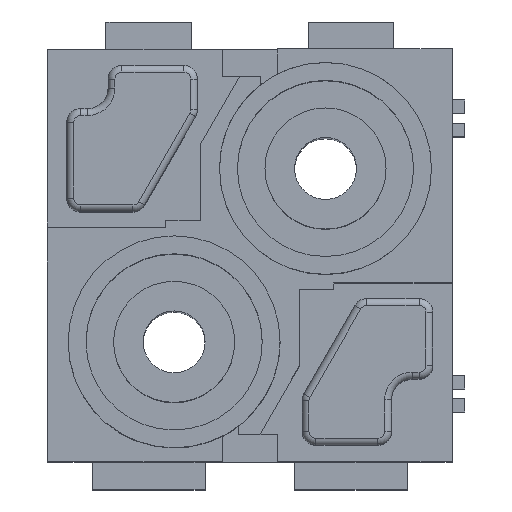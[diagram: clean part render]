
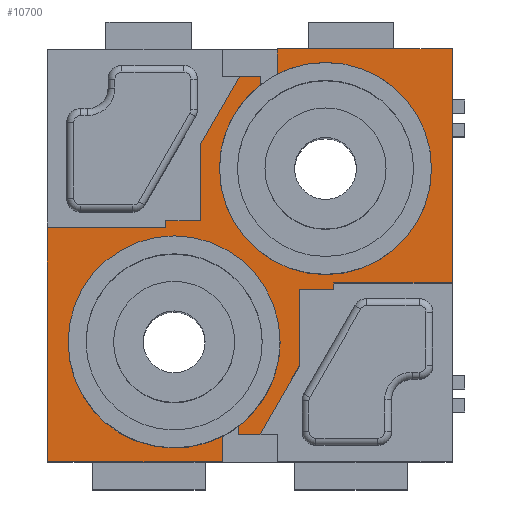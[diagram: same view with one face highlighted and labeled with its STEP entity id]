
A CAD part, top view. The second image highlights one B-rep face of the part: STEP entity #10700.
In plain terms, the highlighted face is planar.
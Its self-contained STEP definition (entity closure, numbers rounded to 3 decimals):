
#100=CARTESIAN_POINT('',(37.748,51.057,-25.031));
#110=VERTEX_POINT('',#100);
#280=CARTESIAN_POINT('',(40.609,51.057,-30.));
#290=VERTEX_POINT('',#280);
#320=CARTESIAN_POINT('',(23.588,51.057,-0.438))
;
#330=DIRECTION('',(-0.499,0.,
0.867));
#340=VECTOR('',#330,1.);
#350=LINE('',#320,#340);
#360=EDGE_CURVE('',#290,#110,#350,.T.);
#3390=CARTESIAN_POINT('',(56.048,51.057,-15.));
#3400=VERTEX_POINT('',#3390);
#3430=CARTESIAN_POINT('',(56.048,51.057,-0.438));
#3440=DIRECTION('',(0.,0.,1.));
#3450=VECTOR('',#3440,1.);
#3460=LINE('',#3430,#3450);
#3470=CARTESIAN_POINT('',(56.048,51.057,-32.));
#3480=VERTEX_POINT('',#3470);
#3490=EDGE_CURVE('',#3480,#3400,#3460,.T.);
#7920=CARTESIAN_POINT('',(40.644,51.057,-32.));
#7930=DIRECTION('',(-1.,-0.,0.));
#7940=VECTOR('',#7930,1.);
#7950=LINE('',#7920,#7940);
#7960=CARTESIAN_POINT('',(43.338,51.057,-32.));
#7970=VERTEX_POINT('',#7960);
#7980=EDGE_CURVE('',#3480,#7970,#7950,.T.);
#8370=CARTESIAN_POINT('',(37.748,51.057,-0.438));
#8380=DIRECTION('',(0.,0.,1.));
#8390=VECTOR('',#8380,1.);
#8400=LINE('',#8370,#8390);
#8410=CARTESIAN_POINT('',(37.748,51.057,-19.5));
#8420=VERTEX_POINT('',#8410);
#8430=EDGE_CURVE('',#110,#8420,#8400,.T.);
#8750=CARTESIAN_POINT('',(40.644,51.057,-19.5));
#8760=DIRECTION('',(-1.,-0.,0.));
#8770=VECTOR('',#8760,1.);
#8780=LINE('',#8750,#8770);
#8790=CARTESIAN_POINT('',(35.248,51.057,-19.5));
#8800=VERTEX_POINT('',#8790);
#8810=EDGE_CURVE('',#8420,#8800,#8780,.T.);
#9080=CARTESIAN_POINT('',(39.472,51.057,-29.355));
#9090=DIRECTION('',(-0.,1.,0.));
#9100=DIRECTION('',(-1.,-0.,0.));
#9110=AXIS2_PLACEMENT_3D('',#9080,#9090,#9100);
#9120=PLANE('',#9110);
#9130=CARTESIAN_POINT('',(40.644,51.057,-19.));
#9140=DIRECTION('',(-1.,-0.,0.));
#9150=VECTOR('',#9140,1.);
#9160=LINE('',#9130,#9150);
#9170=CARTESIAN_POINT('',(35.248,51.057,-19.));
#9180=VERTEX_POINT('',#9170);
#9190=CARTESIAN_POINT('',(26.648,51.057,-19.));
#9200=VERTEX_POINT('',#9190);
#9210=EDGE_CURVE('',#9180,#9200,#9160,.T.);
#9220=ORIENTED_EDGE('',*,*,#9210,.T.);
#9230=CARTESIAN_POINT('',(35.248,51.057,-0.438));
#9240=DIRECTION('',(0.,0.,1.));
#9250=VECTOR('',#9240,1.);
#9260=LINE('',#9230,#9250);
#9270=EDGE_CURVE('',#8800,#9180,#9260,.T.);
#9280=ORIENTED_EDGE('',*,*,#9270,.T.);
#9290=ORIENTED_EDGE('',*,*,#8810,.T.);
#9300=ORIENTED_EDGE('',*,*,#8430,.T.);
#9310=ORIENTED_EDGE('',*,*,#360,.T.);
#9320=CARTESIAN_POINT('',(40.644,51.057,-30.));
#9330=DIRECTION('',(-1.,-0.,0.));
#9340=VECTOR('',#9330,1.);
#9350=LINE('',#9320,#9340);
#9360=CARTESIAN_POINT('',(42.138,51.057,-30.));
#9370=VERTEX_POINT('',#9360);
#9380=EDGE_CURVE('',#9370,#290,#9350,.T.);
#9390=ORIENTED_EDGE('',*,*,#9380,.T.);
#9400=CARTESIAN_POINT('',(42.138,51.057,-0.438)
);
#9410=DIRECTION('',(0.,0.,1.));
#9420=VECTOR('',#9410,1.);
#9430=LINE('',#9400,#9420);
#9440=CARTESIAN_POINT('',(42.138,51.057,-29.392));
#9450=VERTEX_POINT('',#9440);
#9460=EDGE_CURVE('',#9370,#9450,#9430,.T.);
#9470=ORIENTED_EDGE('',*,*,#9460,.F.);
#9480=CARTESIAN_POINT('',(46.848,51.057,-23.3))
;
#9490=DIRECTION('',(0.,1.,0.));
#9500=DIRECTION('',(1.,0.,0.));
#9510=AXIS2_PLACEMENT_3D('',#9480,#9490,#9500);
#9520=CIRCLE('',#9510,7.7);
#9530=CARTESIAN_POINT('',(39.148,51.057,-23.3))
;
#9540=VERTEX_POINT('',#9530);
#9550=EDGE_CURVE('',#9450,#9540,#9520,.T.);
#9560=ORIENTED_EDGE('',*,*,#9550,.F.);
#9570=CARTESIAN_POINT('',(54.548,51.057,-23.3))
;
#9580=VERTEX_POINT('',#9570);
#9590=EDGE_CURVE('',#9540,#9580,#9520,.T.);
#9600=ORIENTED_EDGE('',*,*,#9590,.F.);
#9610=CARTESIAN_POINT('',(43.338,51.057,-30.154))
;
#9620=VERTEX_POINT('',#9610);
#9630=EDGE_CURVE('',#9580,#9620,#9520,.T.);
#9640=ORIENTED_EDGE('',*,*,#9630,.F.);
#9650=CARTESIAN_POINT('',(43.338,51.057,-0.438)
);
#9660=DIRECTION('',(0.,0.,-1.));
#9670=VECTOR('',#9660,1.);
#9680=LINE('',#9650,#9670);
#9690=EDGE_CURVE('',#9620,#7970,#9680,.T.);
#9700=ORIENTED_EDGE('',*,*,#9690,.F.);
#9710=ORIENTED_EDGE('',*,*,#7980,.T.);
#9720=ORIENTED_EDGE('',*,*,#3490,.F.);
#9730=CARTESIAN_POINT('',(40.644,51.057,-15.));
#9740=DIRECTION('',(1.,0.,0.));
#9750=VECTOR('',#9740,1.);
#9760=LINE('',#9730,#9750);
#9770=CARTESIAN_POINT('',(47.448,51.057,-15.));
#9780=VERTEX_POINT('',#9770);
#9790=EDGE_CURVE('',#9780,#3400,#9760,.T.);
#9800=ORIENTED_EDGE('',*,*,#9790,.T.);
#9810=CARTESIAN_POINT('',(47.448,51.057,-0.438));
#9820=DIRECTION('',(0.,0.,-1.));
#9830=VECTOR('',#9820,1.);
#9840=LINE('',#9810,#9830);
#9850=CARTESIAN_POINT('',(47.448,51.057,-14.5));
#9860=VERTEX_POINT('',#9850);
#9870=EDGE_CURVE('',#9860,#9780,#9840,.T.);
#9880=ORIENTED_EDGE('',*,*,#9870,.T.);
#9890=CARTESIAN_POINT('',(40.644,51.057,-14.5));
#9900=DIRECTION('',(1.,0.,0.));
#9910=VECTOR('',#9900,1.);
#9920=LINE('',#9890,#9910);
#9930=CARTESIAN_POINT('',(44.948,51.057,-14.5));
#9940=VERTEX_POINT('',#9930);
#9950=EDGE_CURVE('',#9940,#9860,#9920,.T.);
#9960=ORIENTED_EDGE('',*,*,#9950,.T.);
#9970=CARTESIAN_POINT('',(44.948,51.057,-0.438));
#9980=DIRECTION('',(0.,0.,-1.));
#9990=VECTOR('',#9980,1.);
#10000=LINE('',#9970,#9990);
#10010=CARTESIAN_POINT('',(44.948,51.057,-8.969));
#10020=VERTEX_POINT('',#10010);
#10030=EDGE_CURVE('',#10020,#9940,#10000,.T.);
#10040=ORIENTED_EDGE('',*,*,#10030,.T.);
#10050=CARTESIAN_POINT('',(40.036,51.057,-0.438
));
#10060=DIRECTION('',(0.499,0.,
-0.867));
#10070=VECTOR('',#10060,1.);
#10080=LINE('',#10050,#10070);
#10090=CARTESIAN_POINT('',(42.087,51.057,-4.)
);
#10100=VERTEX_POINT('',#10090);
#10110=EDGE_CURVE('',#10100,#10020,#10080,.T.);
#10120=ORIENTED_EDGE('',*,*,#10110,.T.);
#10130=CARTESIAN_POINT('',(40.644,51.057,-4.)
);
#10140=DIRECTION('',(-1.,-0.,0.));
#10150=VECTOR('',#10140,1.);
#10160=LINE('',#10130,#10150);
#10170=CARTESIAN_POINT('',(40.538,51.057,-4.)
);
#10180=VERTEX_POINT('',#10170);
#10190=EDGE_CURVE('',#10100,#10180,#10160,.T.);
#10200=ORIENTED_EDGE('',*,*,#10190,.F.);
#10210=CARTESIAN_POINT('',(40.538,51.057,-0.438
));
#10220=DIRECTION('',(0.,0.,-1.));
#10230=VECTOR('',#10220,1.);
#10240=LINE('',#10210,#10230);
#10250=CARTESIAN_POINT('',(40.538,51.057,-4.593))
;
#10260=VERTEX_POINT('',#10250);
#10270=EDGE_CURVE('',#10180,#10260,#10240,.T.);
#10280=ORIENTED_EDGE('',*,*,#10270,.F.);
#10290=CARTESIAN_POINT('',(35.848,51.057,-10.7)
);
#10300=DIRECTION('',(0.,1.,0.));
#10310=DIRECTION('',(1.,0.,0.));
#10320=AXIS2_PLACEMENT_3D('',#10290,#10300,#10310);
#10330=CIRCLE('',#10320,7.7);
#10340=CARTESIAN_POINT('',(43.548,51.057,-10.7)
);
#10350=VERTEX_POINT('',#10340);
#10360=EDGE_CURVE('',#10260,#10350,#10330,.T.);
#10370=ORIENTED_EDGE('',*,*,#10360,.F.);
#10380=CARTESIAN_POINT('',(28.148,51.057,-10.7)
);
#10390=VERTEX_POINT('',#10380);
#10400=EDGE_CURVE('',#10350,#10390,#10330,.T.);
#10410=ORIENTED_EDGE('',*,*,#10400,.F.);
#10420=CARTESIAN_POINT('',(39.338,51.057,-3.836)
);
#10430=VERTEX_POINT('',#10420);
#10440=EDGE_CURVE('',#10390,#10430,#10330,.T.);
#10450=ORIENTED_EDGE('',*,*,#10440,.F.);
#10460=CARTESIAN_POINT('',(39.338,51.057,-0.438
));
#10470=DIRECTION('',(0.,0.,1.));
#10480=VECTOR('',#10470,1.);
#10490=LINE('',#10460,#10480);
#10500=CARTESIAN_POINT('',(39.338,51.057,-2.)
);
#10510=VERTEX_POINT('',#10500);
#10520=EDGE_CURVE('',#10430,#10510,#10490,.T.);
#10530=ORIENTED_EDGE('',*,*,#10520,.F.);
#10540=CARTESIAN_POINT('',(40.644,51.057,-2.)
);
#10550=DIRECTION('',(1.,0.,0.));
#10560=VECTOR('',#10550,1.);
#10570=LINE('',#10540,#10560);
#10580=CARTESIAN_POINT('',(26.648,51.057,-2.));
#10590=VERTEX_POINT('',#10580);
#10600=EDGE_CURVE('',#10590,#10510,#10570,.T.);
#10610=ORIENTED_EDGE('',*,*,#10600,.T.);
#10620=CARTESIAN_POINT('',(26.648,51.057,-0.438));
#10630=DIRECTION('',(0.,0.,-1.));
#10640=VECTOR('',#10630,1.);
#10650=LINE('',#10620,#10640);
#10660=EDGE_CURVE('',#10590,#9200,#10650,.T.);
#10670=ORIENTED_EDGE('',*,*,#10660,.F.);
#10680=EDGE_LOOP('',(#10670,#10610,#10530,#10450,#10410,#10370,#10280,
#10200,#10120,#10040,#9960,#9880,#9800,#9720,#9710,#9700,#9640,#9600,
#9560,#9470,#9390,#9310,#9300,#9290,#9280,#9220));
#10690=FACE_OUTER_BOUND('',#10680,.T.);
#10700=ADVANCED_FACE('',(#10690),#9120,.T.);
